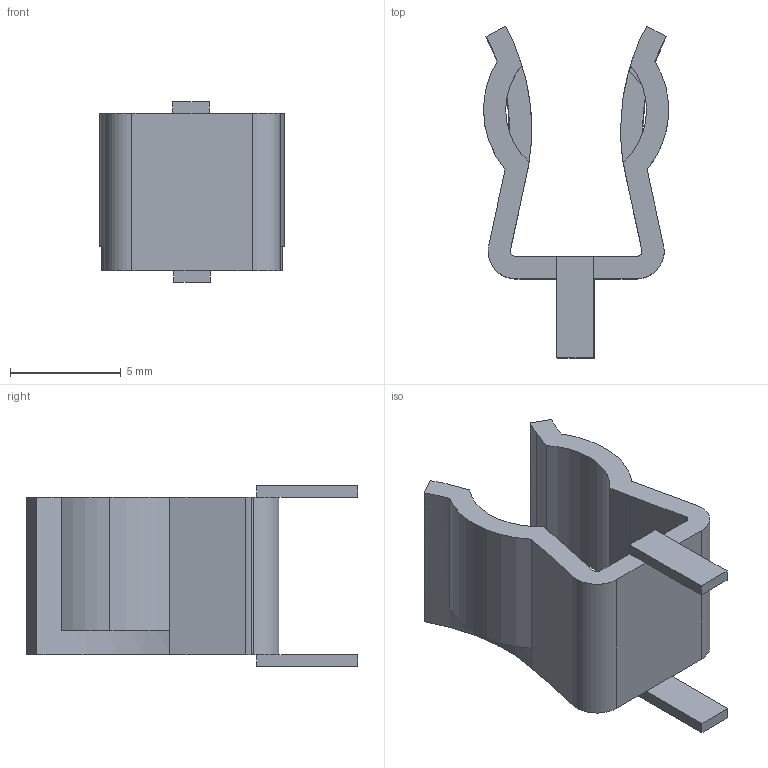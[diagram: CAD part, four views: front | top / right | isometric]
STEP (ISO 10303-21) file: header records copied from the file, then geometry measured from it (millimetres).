
FILE_DESCRIPTION (( 'STEP AP214' ), '1' );
FILE_NAME ('Bel_FC-101.stp', '2016-10-19T13:00:13', ( '' ), ( '' ), 'SwSTEP 2.0', 'SolidWorks 2016', '' );
FILE_SCHEMA (( 'AUTOMOTIVE_DESIGN' ));
Length unit declared in the file: metre
Products named in the file (1): Bel_FC-101
Bounding box: 8.34 x 14.96 x 8.13 mm (x, y, z)
Volume: 211.9 mm3; surface area: 530.2 mm2
Topology: 1 solids, 1 shells, 54 faces, 156 edges, 100 vertices
Faces by surface type: plane 32, cylinder 22
Entity records: 2418 total; most frequent: DIRECTION 324, ORIENTED_EDGE 312, CARTESIAN_POINT 311, EDGE_CURVE 156, AXIS2_PLACEMENT_3D 113, VERTEX_POINT 100, VECTOR 98, LINE 98
